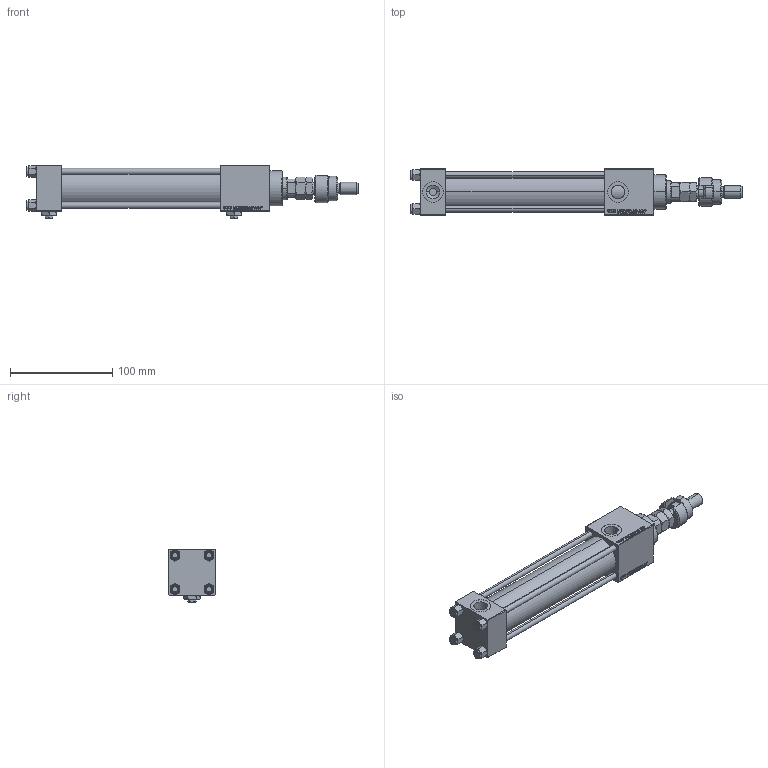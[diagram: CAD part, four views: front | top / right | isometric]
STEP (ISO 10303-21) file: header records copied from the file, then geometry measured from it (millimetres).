
FILE_DESCRIPTION (( 'STEP AP203' ), '1' );
FILE_NAME ('ae40.STEP', '2022-04-14T11:51:06', ( '' ), ( '' ), 'SwSTEP 2.0', 'SolidWorks 2019', '' );
FILE_SCHEMA (( 'CONFIG_CONTROL_DESIGN' ));
Length unit declared in the file: millimetre
Products named in the file (10): Zatka_pro_OIL_PORT 0d8f9436b150f0eb48b3b3d300ebcd44; DFA 0d8f9436b150f0eb48b3b3d300ebcd44; FEMALE_PART_FOR_DFA 0d8f9436b150f0eb48b3b3d300ebcd44; NUT_M5_C 0d8f9436b150f0eb48b3b3d300ebcd44; ae40; V215_VC_A 0d8f9436b150f0eb48b3b3d300ebcd44; MFA 0d8f9436b150f0eb48b3b3d300ebcd44; V215CR_C_TYCINKA 0d8f9436b150f0eb48b3b3d300ebcd44; V215CR_C_Body 0d8f9436b150f0eb48b3b3d300ebcd44; V215CR_VCP_C 0d8f9436b150f0eb48b3b3d300ebcd44
Assembly tree (16 placements, depth 3):
  ae40
    V215CR_C_Body 0d8f9436b150f0eb48b3b3d300ebcd44
    V215CR_VCP_C 0d8f9436b150f0eb48b3b3d300ebcd44
    NUT_M5_C 0d8f9436b150f0eb48b3b3d300ebcd44  x4
    V215CR_C_TYCINKA 0d8f9436b150f0eb48b3b3d300ebcd44  x4
    V215_VC_A 0d8f9436b150f0eb48b3b3d300ebcd44
    DFA 0d8f9436b150f0eb48b3b3d300ebcd44
      FEMALE_PART_FOR_DFA 0d8f9436b150f0eb48b3b3d300ebcd44
      MFA 0d8f9436b150f0eb48b3b3d300ebcd44
    Zatka_pro_OIL_PORT 0d8f9436b150f0eb48b3b3d300ebcd44  x2
Bounding box: 324 x 45 x 52 mm (x, y, z)
Volume: 312443.9 mm3; surface area: 118796.1 mm2
Topology: 15 solids, 15 shells, 1339 faces, 3300 edges, 2115 vertices
Faces by surface type: plane 602, bspline 392, cone 218, cylinder 115, torus 12
Entity records: 55167 total; most frequent: CARTESIAN_POINT 28458, ORIENTED_EDGE 5900, DIRECTION 3950, EDGE_CURVE 2950, VERTEX_POINT 1913, VECTOR 1702, LINE 1702, EDGE_LOOP 1315
